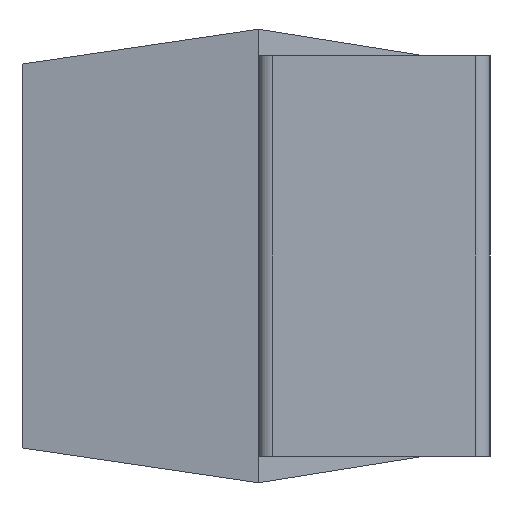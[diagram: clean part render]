
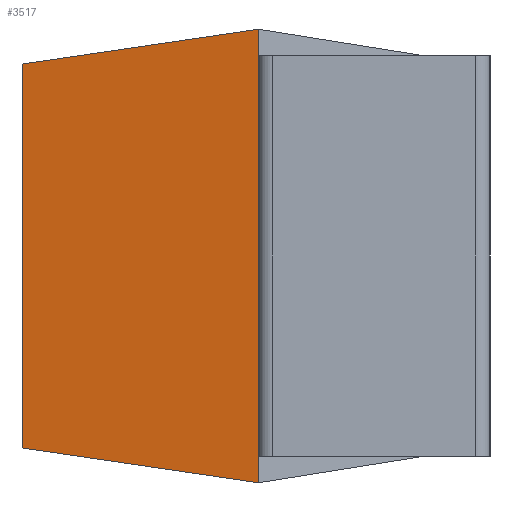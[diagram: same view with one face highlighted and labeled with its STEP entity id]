
A CAD part, left-side view. The second image highlights one B-rep face of the part: STEP entity #3517.
In plain terms, the highlighted planar face has unit normal (-0.989, 0.146, 0).
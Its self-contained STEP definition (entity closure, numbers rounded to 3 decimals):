
#59 = EDGE_CURVE ( 'NONE', #3744, #333, #3150, .T. ) ;
#201 = AXIS2_PLACEMENT_3D ( 'NONE', #3224, #3802, #1995 ) ;
#324 = CARTESIAN_POINT ( 'NONE',  ( 0., 1.52, -3.17 ) ) ;
#333 = VERTEX_POINT ( 'NONE', #3814 ) ;
#417 = ORIENTED_EDGE ( 'NONE', *, *, #2014, .T. ) ;
#626 = FACE_OUTER_BOUND ( 'NONE', #2448, .T. ) ;
#753 = CARTESIAN_POINT ( 'NONE',  ( 0.243, 3.17, -2.927 ) ) ;
#798 = VECTOR ( 'NONE', #2420, 1000. ) ;
#1453 = ORIENTED_EDGE ( 'NONE', *, *, #2875, .F. ) ;
#1501 = LINE ( 'NONE', #2923, #2833 ) ;
#1640 = VECTOR ( 'NONE', #3000, 1000. ) ;
#1725 = DIRECTION ( 'NONE',  ( 0., 0., 1. ) ) ;
#1875 = CARTESIAN_POINT ( 'NONE',  ( -0.215, 0.063, -3.385 ) ) ;
#1903 = VERTEX_POINT ( 'NONE', #753 ) ;
#1911 = CARTESIAN_POINT ( 'NONE',  ( 0.243, 3.17, -0.243 ) ) ;
#1926 = ORIENTED_EDGE ( 'NONE', *, *, #2438, .T. ) ;
#1995 = DIRECTION ( 'NONE',  ( -0.146, -0.989, 0. ) ) ;
#2014 = EDGE_CURVE ( 'NONE', #2455, #333, #1501, .T. ) ;
#2273 = LINE ( 'NONE', #1875, #798 ) ;
#2309 = PLANE ( 'NONE',  #201 ) ;
#2389 = CARTESIAN_POINT ( 'NONE',  ( -0.149, 0.511, 0.149 ) ) ;
#2420 = DIRECTION ( 'NONE',  ( -0.144, -0.979, -0.144 ) ) ;
#2438 = EDGE_CURVE ( 'NONE', #1903, #2455, #2273, .T. ) ;
#2448 = EDGE_LOOP ( 'NONE', ( #3357, #1453, #1926, #417 ) ) ;
#2455 = VERTEX_POINT ( 'NONE', #324 ) ;
#2515 = VECTOR ( 'NONE', #2867, 1000. ) ;
#2833 = VECTOR ( 'NONE', #1725, 1000. ) ;
#2867 = DIRECTION ( 'NONE',  ( 0., 0., 1. ) ) ;
#2875 = EDGE_CURVE ( 'NONE', #1903, #3744, #3473, .T. ) ;
#2923 = CARTESIAN_POINT ( 'NONE',  ( 0., 1.52, -3.17 ) ) ;
#3000 = DIRECTION ( 'NONE',  ( -0.144, -0.979, 0.144 ) ) ;
#3150 = LINE ( 'NONE', #2389, #1640 ) ;
#3224 = CARTESIAN_POINT ( 'NONE',  ( -0.219, 0.032, -3.17 ) ) ;
#3357 = ORIENTED_EDGE ( 'NONE', *, *, #59, .F. ) ;
#3473 = LINE ( 'NONE', #3519, #2515 ) ;
#3517 = ADVANCED_FACE ( 'NONE', ( #626 ), #2309, .T. ) ;
#3519 = CARTESIAN_POINT ( 'NONE',  ( 0.243, 3.17, -3.17 ) ) ;
#3744 = VERTEX_POINT ( 'NONE', #1911 ) ;
#3802 = DIRECTION ( 'NONE',  ( -0.989, 0.146, 0. ) ) ;
#3814 = CARTESIAN_POINT ( 'NONE',  ( 0., 1.52, 0. ) ) ;
